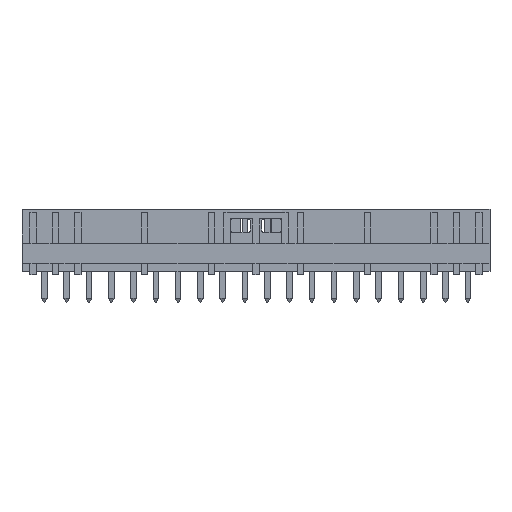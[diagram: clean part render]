
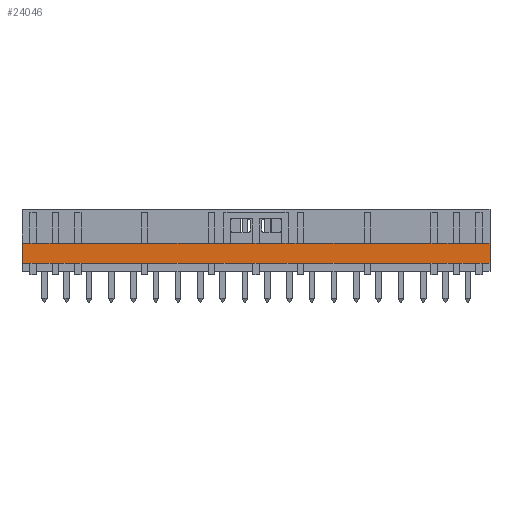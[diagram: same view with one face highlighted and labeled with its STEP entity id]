
A CAD part, front view. The second image highlights one B-rep face of the part: STEP entity #24046.
In plain terms, the highlighted face is planar.
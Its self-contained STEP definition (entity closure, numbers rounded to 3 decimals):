
#2036 = VECTOR ( 'NONE', #33505, 1000. ) ;
#3620 = LINE ( 'NONE', #9769, #12540 ) ;
#3932 = CARTESIAN_POINT ( 'NONE',  ( 21., 1.025, -2.7 ) ) ;
#4698 = ORIENTED_EDGE ( 'NONE', *, *, #32248, .F. ) ;
#6002 = ORIENTED_EDGE ( 'NONE', *, *, #11248, .F. ) ;
#7508 = CARTESIAN_POINT ( 'NONE',  ( -21., 1.025, -2.7 ) ) ;
#7624 = CARTESIAN_POINT ( 'NONE',  ( 21., 1.025, -2.7 ) ) ;
#7987 = CARTESIAN_POINT ( 'NONE',  ( 0., 1.925, -2.7 ) ) ;
#9769 = CARTESIAN_POINT ( 'NONE',  ( 21., 2.825, -2.7 ) ) ;
#10448 = ORIENTED_EDGE ( 'NONE', *, *, #23511, .F. ) ;
#10695 = FACE_OUTER_BOUND ( 'NONE', #34948, .T. ) ;
#11248 = EDGE_CURVE ( 'NONE', #22183, #23196, #26697, .T. ) ;
#11724 = CARTESIAN_POINT ( 'NONE',  ( -21., 2.825, -2.7 ) ) ;
#12540 = VECTOR ( 'NONE', #36102, 1000. ) ;
#14341 = VECTOR ( 'NONE', #27177, 1000. ) ;
#15461 = CARTESIAN_POINT ( 'NONE',  ( -21., 1.025, -2.7 ) ) ;
#16255 = PLANE ( 'NONE',  #36247 ) ;
#17024 = CARTESIAN_POINT ( 'NONE',  ( 21., 2.825, -2.7 ) ) ;
#18900 = LINE ( 'NONE', #3932, #2036 ) ;
#19124 = VECTOR ( 'NONE', #23424, 1000. ) ;
#21219 = LINE ( 'NONE', #15461, #14341 ) ;
#22183 = VERTEX_POINT ( 'NONE', #34949 ) ;
#23196 = VERTEX_POINT ( 'NONE', #7508 ) ;
#23424 = DIRECTION ( 'NONE',  ( 0., -1., 0. ) ) ;
#23511 = EDGE_CURVE ( 'NONE', #29697, #22183, #3620, .T. ) ;
#24046 = ADVANCED_FACE ( 'NONE', ( #10695 ), #16255, .F. ) ;
#24553 = ORIENTED_EDGE ( 'NONE', *, *, #29957, .F. ) ;
#26697 = LINE ( 'NONE', #11724, #19124 ) ;
#27177 = DIRECTION ( 'NONE',  ( 1., 0., 0. ) ) ;
#27977 = DIRECTION ( 'NONE',  ( 0., 0., 1. ) ) ;
#28555 = DIRECTION ( 'NONE',  ( -1., 0., 0. ) ) ;
#29545 = VERTEX_POINT ( 'NONE', #7624 ) ;
#29697 = VERTEX_POINT ( 'NONE', #17024 ) ;
#29957 = EDGE_CURVE ( 'NONE', #29545, #29697, #18900, .T. ) ;
#32248 = EDGE_CURVE ( 'NONE', #23196, #29545, #21219, .T. ) ;
#33505 = DIRECTION ( 'NONE',  ( 0., 1., 0. ) ) ;
#34948 = EDGE_LOOP ( 'NONE', ( #4698, #6002, #10448, #24553 ) ) ;
#34949 = CARTESIAN_POINT ( 'NONE',  ( -21., 2.825, -2.7 ) ) ;
#36102 = DIRECTION ( 'NONE',  ( -1., 0., 0. ) ) ;
#36247 = AXIS2_PLACEMENT_3D ( 'NONE', #7987, #27977, #28555 ) ;
